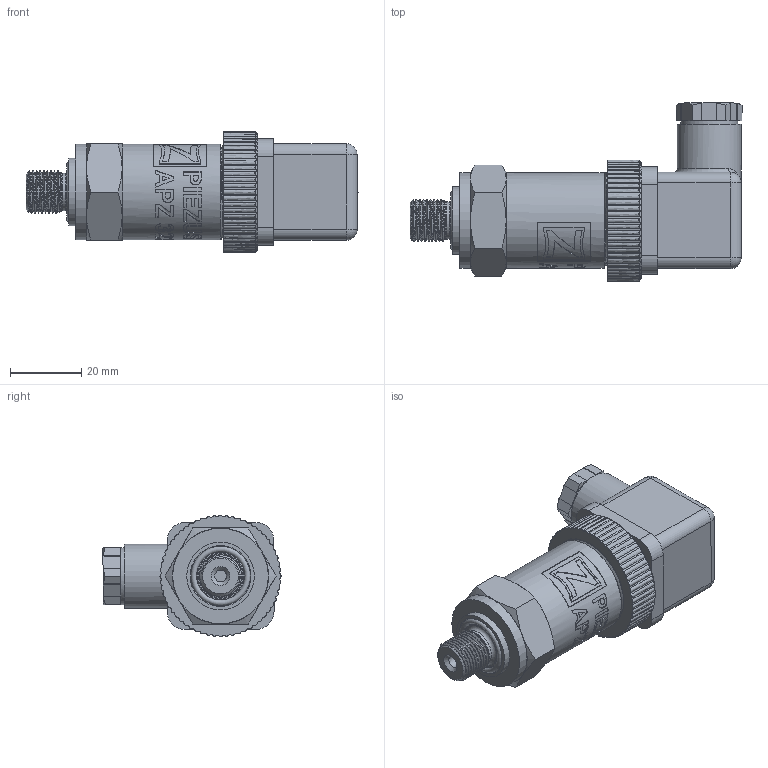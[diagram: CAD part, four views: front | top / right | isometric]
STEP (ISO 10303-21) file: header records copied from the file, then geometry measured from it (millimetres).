
FILE_DESCRIPTION(/* description */ (''),/* implementation_level */ '2;1');
FILE_NAME(/* name */ 'APZ3230_M12x1DIN_DIN43650A.step',/* time_stamp */ '2021-06-24T10:22:43+03:00',/* author */ (''),/* organization */ (''),/* preprocessor_version */ 'ST-DEVELOPER v18.1',/* originating_system */ 'Autodesk Translation Framework v10.9.0.1377',/* authorisation */ '');
FILE_SCHEMA (('AUTOMOTIVE_DESIGN { 1 0 10303 214 3 1 1 }'));
Products named in the file (5): APZ3230_M12x1DIN_DIN43650A; M12x1 DIN; OMAL nut M27x1.5 v8; DIN 43650A female part 28 mm high v6; DIN 43650A male Hirshmann round base v3
Assembly tree (4 placements, depth 2):
  APZ3230_M12x1DIN_DIN43650A
    M12x1 DIN
    OMAL nut M27x1.5 v8
    DIN 43650A female part 28 mm high v6
    DIN 43650A male Hirshmann round base v3
Bounding box: 93.25 x 50.02 x 34 mm (x, y, z)
Volume: 57802 mm3; surface area: 20190.1 mm2
Topology: 5 solids, 5 shells, 1392 faces, 3857 edges, 2571 vertices
Faces by surface type: plane 566, bspline 558, cylinder 212, cone 32, torus 18, sphere 6
Full cylindrical faces by diameter (mm): 1.6 x4, 1.65 x4, 2 x1, 2.2 x1, 2.537 x16, 2.579 x1, 3.2 x1, 3.3 x1, 5 x1, 6 x1, 7.8 x1, 8 x1, 10 x1, 10.5 x1, 10.741 x9, 11.884 x8, 13.5 x1, 16 x1, 16.7 x1, 18 x1, 19 x1, 21 x1, 21.4 x2, 22 x1, 22.4 x1, 24.4 x1, 25.132 x4, 25.526 x4, 26.85 x5, 27.208 x5
Entity records: 84004 total; most frequent: CARTESIAN_POINT 51512, ORIENTED_EDGE 7710, DIRECTION 4902, EDGE_CURVE 3855, VERTEX_POINT 2571, LINE 2022, VECTOR 2022, EDGE_LOOP 1510
